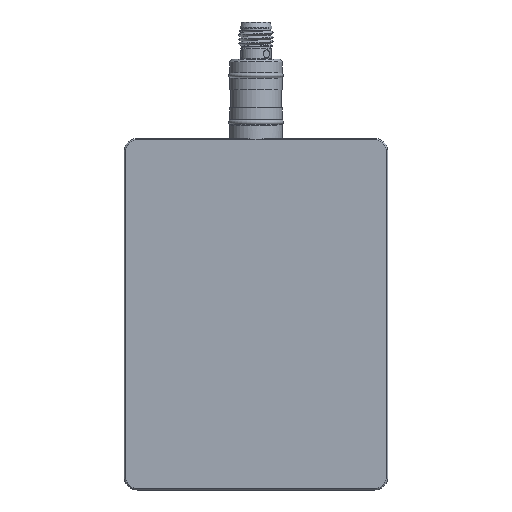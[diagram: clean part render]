
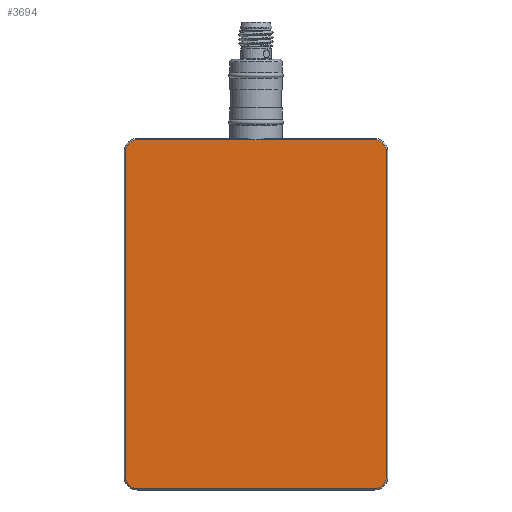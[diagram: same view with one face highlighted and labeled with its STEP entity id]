
A CAD part, front view. The second image highlights one B-rep face of the part: STEP entity #3694.
In plain terms, the highlighted planar face has unit normal (0, -1, 0).
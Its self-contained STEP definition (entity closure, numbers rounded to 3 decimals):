
#124 = DIRECTION ( 'NONE',  ( 0., -1., 0. ) ) ;
#283 = FACE_OUTER_BOUND ( 'NONE', #1961, .T. ) ;
#356 = DIRECTION ( 'NONE',  ( 0., 1., 0. ) ) ;
#402 = LINE ( 'NONE', #6919, #5741 ) ;
#511 = AXIS2_PLACEMENT_3D ( 'NONE', #4280, #124, #1281 ) ;
#531 = VERTEX_POINT ( 'NONE', #1145 ) ;
#659 = EDGE_CURVE ( 'NONE', #2219, #7018, #1010, .T. ) ;
#803 = DIRECTION ( 'NONE',  ( 0., 0., -1. ) ) ;
#827 = CARTESIAN_POINT ( 'NONE',  ( 0., 0., 39.7 ) ) ;
#833 = DIRECTION ( 'NONE',  ( 0., -1., 0. ) ) ;
#1010 = LINE ( 'NONE', #7428, #6764 ) ;
#1053 = CARTESIAN_POINT ( 'NONE',  ( -27., 0., 39.7 ) ) ;
#1127 = CIRCLE ( 'NONE', #511, 2.7 ) ;
#1145 = CARTESIAN_POINT ( 'NONE',  ( -29.7, 0., 37. ) ) ;
#1146 = VECTOR ( 'NONE', #2006, 1000. ) ;
#1163 = CARTESIAN_POINT ( 'NONE',  ( 0., 0., 39.7 ) ) ;
#1173 = VERTEX_POINT ( 'NONE', #827 ) ;
#1281 = DIRECTION ( 'NONE',  ( 0., 0., 1. ) ) ;
#1463 = CARTESIAN_POINT ( 'NONE',  ( 29.7, 0., -37. ) ) ;
#1512 = AXIS2_PLACEMENT_3D ( 'NONE', #4948, #356, #3858 ) ;
#1566 = DIRECTION ( 'NONE',  ( 0., 0., 1. ) ) ;
#1613 = DIRECTION ( 'NONE',  ( 1., 0., 0. ) ) ;
#1709 = AXIS2_PLACEMENT_3D ( 'NONE', #6138, #833, #5590 ) ;
#1751 = VERTEX_POINT ( 'NONE', #3577 ) ;
#1786 = DIRECTION ( 'NONE',  ( -1., 0., 0. ) ) ;
#1804 = CARTESIAN_POINT ( 'NONE',  ( -29.7, 0., 0. ) ) ;
#1828 = EDGE_CURVE ( 'NONE', #531, #6349, #7125, .T. ) ;
#1961 = EDGE_LOOP ( 'NONE', ( #5899, #5548, #5718, #4673, #2839, #5589, #4689, #7655, #7340 ) ) ;
#1992 = CARTESIAN_POINT ( 'NONE',  ( 27., 0., -39.7 ) ) ;
#2006 = DIRECTION ( 'NONE',  ( -1., 0., 0. ) ) ;
#2095 = CIRCLE ( 'NONE', #1709, 2.7 ) ;
#2219 = VERTEX_POINT ( 'NONE', #4338 ) ;
#2300 = VERTEX_POINT ( 'NONE', #1463 ) ;
#2355 = EDGE_CURVE ( 'NONE', #1751, #6532, #6903, .T. ) ;
#2358 = DIRECTION ( 'NONE',  ( 0., 0., 1. ) ) ;
#2473 = CARTESIAN_POINT ( 'NONE',  ( 27., 0., 39.7 ) ) ;
#2679 = DIRECTION ( 'NONE',  ( 0., 0., 1. ) ) ;
#2839 = ORIENTED_EDGE ( 'NONE', *, *, #2355, .T. ) ;
#3179 = CARTESIAN_POINT ( 'NONE',  ( -27., 0., -37. ) ) ;
#3298 = DIRECTION ( 'NONE',  ( 0., -1., 0. ) ) ;
#3338 = CIRCLE ( 'NONE', #7155, 2.7 ) ;
#3526 = EDGE_CURVE ( 'NONE', #7018, #2300, #1127, .T. ) ;
#3555 = EDGE_CURVE ( 'NONE', #6532, #1173, #7183, .T. ) ;
#3577 = CARTESIAN_POINT ( 'NONE',  ( 29.7, 0., 37. ) ) ;
#3694 = ADVANCED_FACE ( 'NONE', ( #283 ), #5617, .F. ) ;
#3792 = LINE ( 'NONE', #6133, #1146 ) ;
#3858 = DIRECTION ( 'NONE',  ( 0., 0., 1. ) ) ;
#4280 = CARTESIAN_POINT ( 'NONE',  ( 27., 0., -37. ) ) ;
#4338 = CARTESIAN_POINT ( 'NONE',  ( -27., 0., -39.7 ) ) ;
#4568 = VECTOR ( 'NONE', #803, 1000. ) ;
#4673 = ORIENTED_EDGE ( 'NONE', *, *, #5006, .T. ) ;
#4689 = ORIENTED_EDGE ( 'NONE', *, *, #4945, .T. ) ;
#4945 = EDGE_CURVE ( 'NONE', #1173, #5410, #3792, .T. ) ;
#4948 = CARTESIAN_POINT ( 'NONE',  ( 0., 0., 0. ) ) ;
#5006 = EDGE_CURVE ( 'NONE', #2300, #1751, #402, .T. ) ;
#5170 = CARTESIAN_POINT ( 'NONE',  ( 27., 0., 37. ) ) ;
#5410 = VERTEX_POINT ( 'NONE', #1053 ) ;
#5548 = ORIENTED_EDGE ( 'NONE', *, *, #659, .T. ) ;
#5589 = ORIENTED_EDGE ( 'NONE', *, *, #3555, .T. ) ;
#5590 = DIRECTION ( 'NONE',  ( 0., 0., 1. ) ) ;
#5617 = PLANE ( 'NONE',  #1512 ) ;
#5658 = AXIS2_PLACEMENT_3D ( 'NONE', #5170, #7501, #2358 ) ;
#5718 = ORIENTED_EDGE ( 'NONE', *, *, #3526, .T. ) ;
#5741 = VECTOR ( 'NONE', #1566, 1000. ) ;
#5899 = ORIENTED_EDGE ( 'NONE', *, *, #6352, .T. ) ;
#6085 = VECTOR ( 'NONE', #1786, 1000. ) ;
#6133 = CARTESIAN_POINT ( 'NONE',  ( 0., 0., 39.7 ) ) ;
#6138 = CARTESIAN_POINT ( 'NONE',  ( -27., 0., 37. ) ) ;
#6263 = CARTESIAN_POINT ( 'NONE',  ( -29.7, 0., -37. ) ) ;
#6342 = EDGE_CURVE ( 'NONE', #5410, #531, #2095, .T. ) ;
#6349 = VERTEX_POINT ( 'NONE', #6263 ) ;
#6352 = EDGE_CURVE ( 'NONE', #6349, #2219, #3338, .T. ) ;
#6532 = VERTEX_POINT ( 'NONE', #2473 ) ;
#6764 = VECTOR ( 'NONE', #1613, 1000. ) ;
#6903 = CIRCLE ( 'NONE', #5658, 2.7 ) ;
#6919 = CARTESIAN_POINT ( 'NONE',  ( 29.7, 0., 0. ) ) ;
#7018 = VERTEX_POINT ( 'NONE', #1992 ) ;
#7125 = LINE ( 'NONE', #1804, #4568 ) ;
#7155 = AXIS2_PLACEMENT_3D ( 'NONE', #3179, #3298, #2679 ) ;
#7183 = LINE ( 'NONE', #1163, #6085 ) ;
#7340 = ORIENTED_EDGE ( 'NONE', *, *, #1828, .T. ) ;
#7428 = CARTESIAN_POINT ( 'NONE',  ( 0., 0., -39.7 ) ) ;
#7501 = DIRECTION ( 'NONE',  ( 0., -1., 0. ) ) ;
#7655 = ORIENTED_EDGE ( 'NONE', *, *, #6342, .T. ) ;
